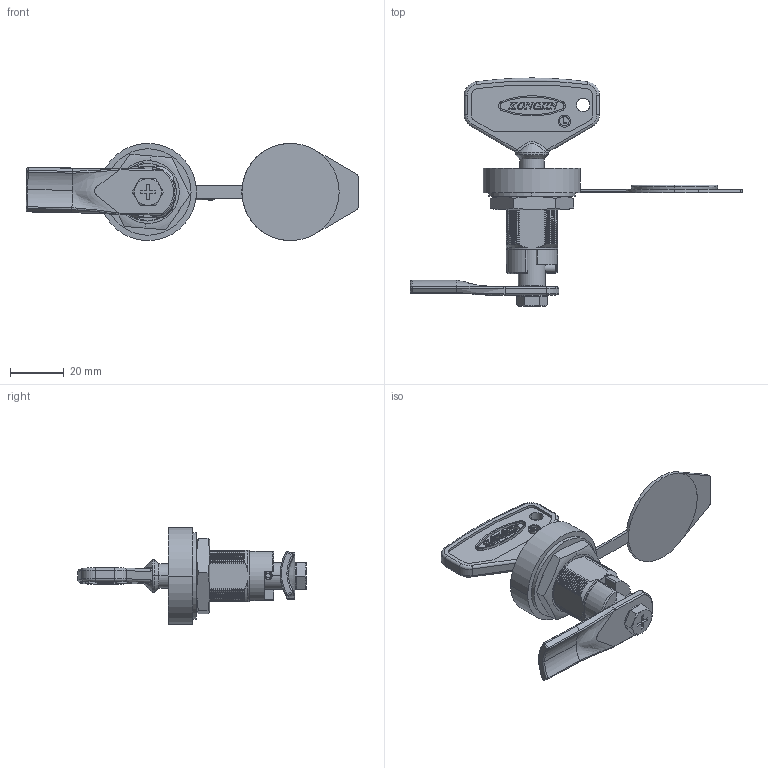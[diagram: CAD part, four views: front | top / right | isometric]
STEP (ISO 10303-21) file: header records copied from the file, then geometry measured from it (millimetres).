
FILE_DESCRIPTION (( 'STEP AP214' ), '1' );
FILE_NAME ('C2 KC-101.STEP', '2016-12-07T06:30:38', ( '' ), ( '' ), 'SwSTEP 2.0', 'SolidWorks 2011', '' );
FILE_SCHEMA (( 'AUTOMOTIVE_DESIGN' ));
Length unit declared in the file: millimetre
Products named in the file (1): C2 KC-101
Bounding box: 122.99 x 84.5 x 36 mm (x, y, z)
Volume: 24187.5 mm3; surface area: 21631.7 mm2
Topology: 3 solids, 5 shells, 1356 faces, 3913 edges, 2542 vertices
Faces by surface type: bspline 467, plane 448, cylinder 336, cone 51, torus 48, sphere 6
Entity records: 334032 total; most frequent: CARTESIAN_POINT 288040, ORIENTED_EDGE 7814, DIRECTION 4720, EDGE_CURVE 3907, VERTEX_POINT 2540, LINE 1724, VECTOR 1724, AXIS2_PLACEMENT_3D 1498
